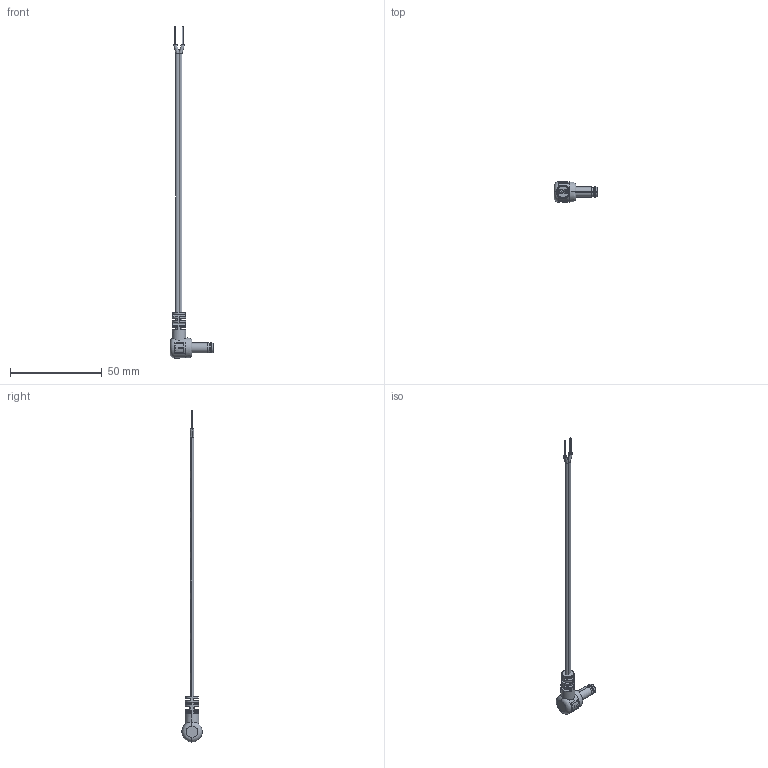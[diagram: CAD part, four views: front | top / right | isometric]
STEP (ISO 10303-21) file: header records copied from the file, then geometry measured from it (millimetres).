
FILE_DESCRIPTION (( 'STEP AP203' ), '1' );
FILE_NAME ('10-01064.STEP', '2016-11-28T23:35:07', ( '' ), ( '' ), 'SwSTEP 2.0', 'SolidWorks 2015', '' );
FILE_SCHEMA (( 'CONFIG_CONTROL_DESIGN' ));
Length unit declared in the file: millimetre
Products named in the file (7): 50-00186 insulator; 50-00186 shell; 30-00003_stripped and tinned; 50-00186 spring contact; 50-00186; 10-01064; 24-00006
Assembly tree (6 placements, depth 3):
  10-01064
    30-00003_stripped and tinned
    24-00006
    50-00186
      50-00186 insulator
      50-00186 shell
      50-00186 spring contact
Bounding box: 23.86 x 11 x 180.56 mm (x, y, z)
Volume: 2510.6 mm3; surface area: 7865.1 mm2
Topology: 61 solids, 61 shells, 612 faces, 1397 edges, 918 vertices
Faces by surface type: plane 241, cylinder 225, bspline 100, torus 26, cone 20
Entity records: 21512 total; most frequent: CARTESIAN_POINT 7281, ORIENTED_EDGE 2794, DIRECTION 2722, EDGE_CURVE 1397, AXIS2_PLACEMENT_3D 1118, VERTEX_POINT 918, EDGE_LOOP 681, ADVANCED_FACE 612
